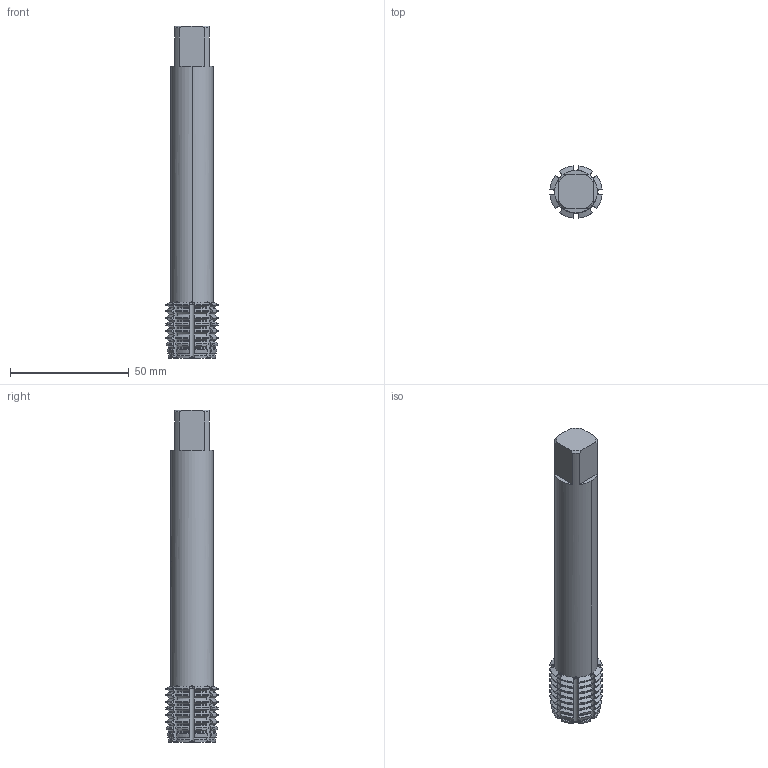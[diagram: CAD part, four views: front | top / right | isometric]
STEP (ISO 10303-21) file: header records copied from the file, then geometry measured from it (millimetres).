
FILE_DESCRIPTION(('no description'),'unknown implementation level');
FILE_NAME('solidVEIBzAeU4_YhbYtKLaOWWG_qrR8_1.STP',' ',('CIM GmbH Aachen'),('CADClick - KiM GmbH - www.kimweb.de'),'unknown preprocess','ACIS','unknown authorization');
FILE_SCHEMA(('automotive_design'));
Length unit declared in the file: millimetre
Products named in the file (2): 1; 2
Bounding box: 22.09 x 22.09 x 140 mm (x, y, z)
Volume: 36141.6 mm3; surface area: 12277.6 mm2
Topology: 2 solids, 2 shells, 503 faces, 1491 edges, 992 vertices
Faces by surface type: cone 184, plane 161, cylinder 142, torus 16
Entity records: 35340 total; most frequent: CARTESIAN_POINT 5723, STYLED_ITEM 2988, PRESENTATION_STYLE_ASSIGNMENT 2988, COLOUR_RGB 2988, ORIENTED_EDGE 2982, DIRECTION 2525, EDGE_CURVE 1491, CURVE_STYLE 1491
